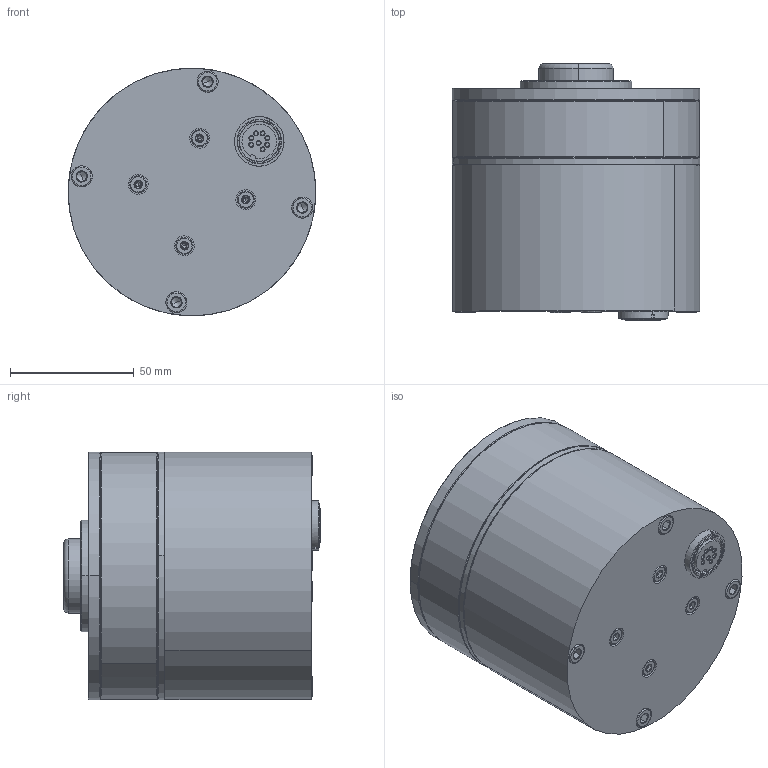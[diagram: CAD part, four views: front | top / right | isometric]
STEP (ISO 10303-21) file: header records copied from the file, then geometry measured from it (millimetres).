
FILE_DESCRIPTION (( 'STEP AP214' ), '1' );
FILE_NAME ('Lenksollwertgeber_DLG_401-3.STEP', '2018-08-24T09:34:33', ( '' ), ( '' ), 'SwSTEP 2.0', 'SolidWorks 2017', '' );
FILE_SCHEMA (( 'AUTOMOTIVE_DESIGN' ));
Length unit declared in the file: millimetre
Products named in the file (10): M5x10_flacher Kopf; Gehäuse Teil2; M4x8_flacher Kopf; 13 500 11_DLG_Gehäuse; Flanschdose_8 pol; M5x70; Lenksollwertgeber_DLG_401-3; innenverzahnung; GehäuseTeil4; Gehäuse Teil3
Assembly tree (18 placements, depth 2):
  Lenksollwertgeber_DLG_401-3
    GehäuseTeil4
    Gehäuse Teil2
    Gehäuse Teil3
    M4x8_flacher Kopf  x4
    M5x70  x4
    M5x10_flacher Kopf  x4
    innenverzahnung
    Flanschdose_8 pol
    13 500 11_DLG_Gehäuse
Bounding box: 100 x 103.78 x 100 mm (x, y, z)
Volume: 402794.1 mm3; surface area: 132769.7 mm2
Topology: 18 solids, 18 shells, 747 faces, 1655 edges, 992 vertices
Faces by surface type: plane 258, cone 210, cylinder 209, bspline 68, torus 2
Entity records: 14871 total; most frequent: CARTESIAN_POINT 2821, DIRECTION 2164, ORIENTED_EDGE 1874, EDGE_CURVE 937, AXIS2_PLACEMENT_3D 886, VERTEX_POINT 587, EDGE_LOOP 506, CIRCLE 471
